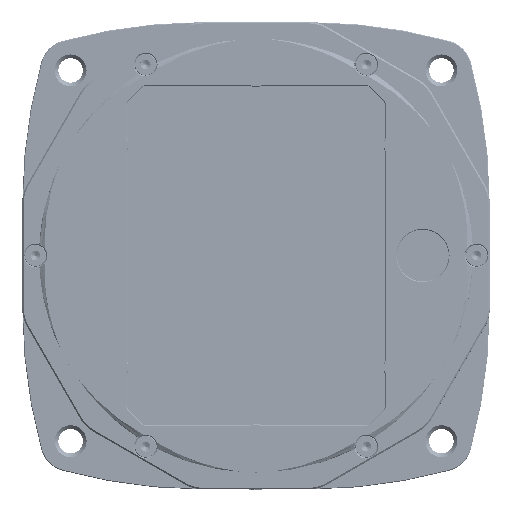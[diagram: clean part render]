
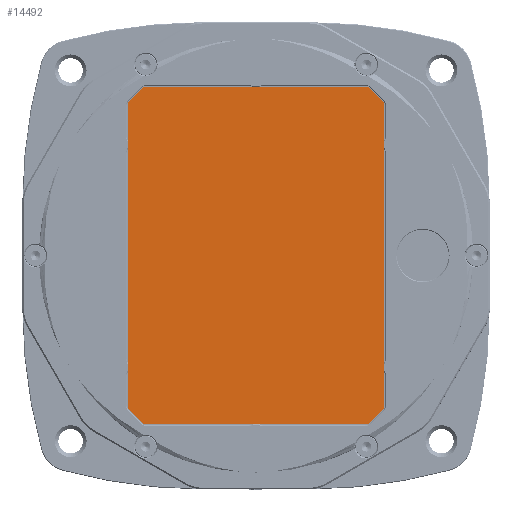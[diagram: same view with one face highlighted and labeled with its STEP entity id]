
A CAD part, top view. The second image highlights one B-rep face of the part: STEP entity #14492.
In plain terms, the highlighted planar face has unit normal (0, 0, 1).
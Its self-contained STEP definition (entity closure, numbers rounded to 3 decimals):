
#14492=ADVANCED_FACE('',(#18462),#15957,.T.);
#15957=PLANE('',#64594);
#18462=FACE_OUTER_BOUND('',#22015,.T.);
#22015=EDGE_LOOP('',(#44733,#44734,#44735,#44736,#44737,#44738,#44739,#44740));
#26091=LINE('',#134357,#30139);
#26097=LINE('',#134371,#30145);
#26101=LINE('',#134380,#30149);
#26103=LINE('',#134384,#30151);
#26111=LINE('',#134398,#30159);
#26112=LINE('',#134399,#30160);
#26113=LINE('',#134400,#30161);
#26114=LINE('',#134401,#30162);
#30139=VECTOR('',#78601,1.);
#30145=VECTOR('',#78609,1.);
#30149=VECTOR('',#78615,1.);
#30151=VECTOR('',#78619,1.);
#30159=VECTOR('',#78631,1.);
#30160=VECTOR('',#78632,1.);
#30161=VECTOR('',#78633,1.);
#30162=VECTOR('',#78634,1.);
#44733=ORIENTED_EDGE('',*,*,#57211,.T.);
#44734=ORIENTED_EDGE('',*,*,#57221,.T.);
#44735=ORIENTED_EDGE('',*,*,#57213,.T.);
#44736=ORIENTED_EDGE('',*,*,#57222,.T.);
#44737=ORIENTED_EDGE('',*,*,#57201,.T.);
#44738=ORIENTED_EDGE('',*,*,#57223,.T.);
#44739=ORIENTED_EDGE('',*,*,#57207,.T.);
#44740=ORIENTED_EDGE('',*,*,#57224,.T.);
#49834=VERTEX_POINT('',#134358);
#49835=VERTEX_POINT('',#134359);
#49840=VERTEX_POINT('',#134370);
#49841=VERTEX_POINT('',#134372);
#49844=VERTEX_POINT('',#134379);
#49845=VERTEX_POINT('',#134381);
#49846=VERTEX_POINT('',#134385);
#49847=VERTEX_POINT('',#134386);
#57201=EDGE_CURVE('',#49834,#49835,#26091,.T.);
#57207=EDGE_CURVE('',#49841,#49840,#26097,.T.);
#57211=EDGE_CURVE('',#49845,#49844,#26101,.T.);
#57213=EDGE_CURVE('',#49846,#49847,#26103,.T.);
#57221=EDGE_CURVE('',#49844,#49846,#26111,.T.);
#57222=EDGE_CURVE('',#49847,#49834,#26112,.T.);
#57223=EDGE_CURVE('',#49835,#49841,#26113,.T.);
#57224=EDGE_CURVE('',#49840,#49845,#26114,.T.);
#64594=AXIS2_PLACEMENT_3D('',#134402,#78635,#78636);
#78601=DIRECTION('',(1.,0.,0.));
#78609=DIRECTION('',(0.,1.,0.));
#78615=DIRECTION('',(-1.,0.,0.));
#78619=DIRECTION('',(0.,-1.,0.));
#78631=DIRECTION('',(-0.707,-0.707,0.));
#78632=DIRECTION('',(0.707,-0.707,0.));
#78633=DIRECTION('',(0.707,0.707,0.));
#78634=DIRECTION('',(-0.707,0.707,0.));
#78635=DIRECTION('',(0.,0.,1.));
#78636=DIRECTION('',(1.,0.,0.));
#134357=CARTESIAN_POINT('',(-22.7,-17.2,1.));
#134358=CARTESIAN_POINT('',(-20.7,-17.2,1.));
#134359=CARTESIAN_POINT('',(20.7,-17.2,1.));
#134370=CARTESIAN_POINT('',(22.7,15.2,1.));
#134371=CARTESIAN_POINT('',(22.7,-17.2,1.));
#134372=CARTESIAN_POINT('',(22.7,-15.2,1.));
#134379=CARTESIAN_POINT('',(-20.7,17.2,1.));
#134380=CARTESIAN_POINT('',(22.7,17.2,1.));
#134381=CARTESIAN_POINT('',(20.7,17.2,1.));
#134384=CARTESIAN_POINT('',(-22.7,17.2,1.));
#134385=CARTESIAN_POINT('',(-22.7,15.2,1.));
#134386=CARTESIAN_POINT('',(-22.7,-15.2,1.));
#134398=CARTESIAN_POINT('',(-18.95,18.95,1.));
#134399=CARTESIAN_POINT('',(-18.95,-18.95,1.));
#134400=CARTESIAN_POINT('',(18.95,-18.95,1.));
#134401=CARTESIAN_POINT('',(18.95,18.95,1.));
#134402=CARTESIAN_POINT('',(0.,0.,1.));
